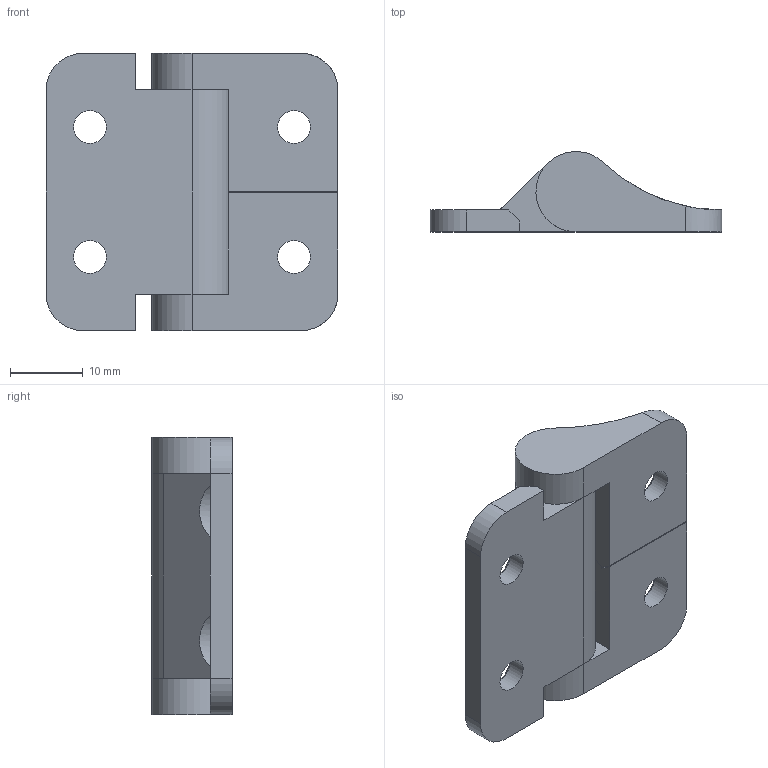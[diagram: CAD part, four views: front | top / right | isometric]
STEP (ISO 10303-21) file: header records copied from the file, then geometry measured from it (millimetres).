
FILE_DESCRIPTION(/* description */ (''),/* implementation_level */ '2;1');
FILE_NAME(/* name */ 'H-TC3840.stp',/* time_stamp */ '2025-12-15T14:14:22+09:00',/* author */ ('user'),/* organization */ (''),/* preprocessor_version */ 'ST-DEVELOPER v15.6',/* originating_system */ 'Autodesk Inventor 2015',/* authorisation */ '');
FILE_SCHEMA (('AUTOMOTIVE_DESIGN { 1 0 10303 214 3 1 1 }'));
Length unit declared in the file: millimetre
Products named in the file (3): 날개1; 날개2-1; 조립품4
Bounding box: 40 x 10.98 x 38 mm (x, y, z)
Volume: 7447.2 mm3; surface area: 4673.5 mm2
Topology: 3 solids, 3 shells, 47 faces, 119 edges, 78 vertices
Faces by surface type: plane 28, cylinder 15, cone 4
Full cylindrical faces by diameter (mm): 4.5 x4
Entity records: 1438 total; most frequent: CARTESIAN_POINT 251, DIRECTION 241, ORIENTED_EDGE 214, EDGE_CURVE 107, AXIS2_PLACEMENT_3D 84, VERTEX_POINT 74, LINE 73, VECTOR 73
